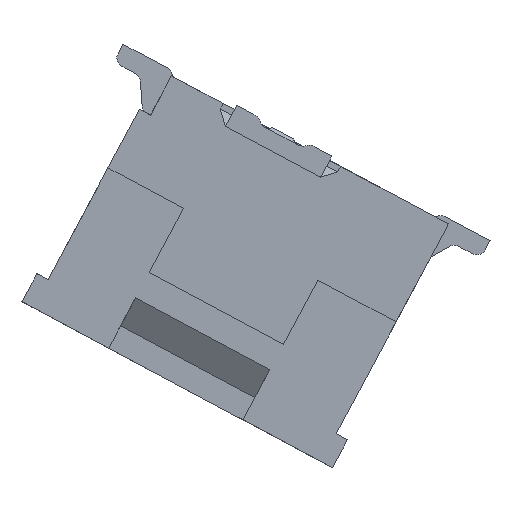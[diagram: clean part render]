
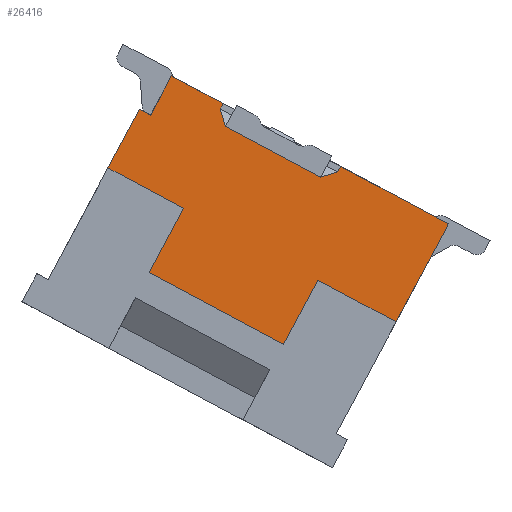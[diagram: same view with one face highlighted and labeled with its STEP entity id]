
A CAD part, front view. The second image highlights one B-rep face of the part: STEP entity #26416.
In plain terms, the highlighted planar face has unit normal (0, -1, 0).
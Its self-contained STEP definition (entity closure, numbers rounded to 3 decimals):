
#593 = VECTOR ( 'NONE', #105264, 1000. ) ;
#1870 = CARTESIAN_POINT ( 'NONE',  ( 3.615, -2.2, -1.593 ) ) ;
#2247 = VECTOR ( 'NONE', #33621, 1000. ) ;
#2899 = CARTESIAN_POINT ( 'NONE',  ( 8.306, -2.2, 0.476 ) ) ;
#3605 = ORIENTED_EDGE ( 'NONE', *, *, #14505, .F. ) ;
#4169 = CARTESIAN_POINT ( 'NONE',  ( 8.546, -2.2, 0.574 ) ) ;
#4818 = CARTESIAN_POINT ( 'NONE',  ( 7.732, -2.2, -2.166 ) ) ;
#5569 = DIRECTION ( 'NONE',  ( -0.882, 0., 0.471 ) ) ;
#5695 = LINE ( 'NONE', #6886, #45340 ) ;
#6671 = CARTESIAN_POINT ( 'NONE',  ( 6.689, -2.2, 1.554 ) ) ;
#6886 = CARTESIAN_POINT ( 'NONE',  ( 8.242, -2.2, -1.109 ) ) ;
#10934 = LINE ( 'NONE', #53916, #85695 ) ;
#12724 = CARTESIAN_POINT ( 'NONE',  ( 8.556, -2.2, 0.577 ) ) ;
#13880 = LINE ( 'NONE', #44540, #52045 ) ;
#13974 = DIRECTION ( 'NONE',  ( -0.471, 0., -0.882 ) ) ;
#14009 = VERTEX_POINT ( 'NONE', #94900 ) ;
#14034 = DIRECTION ( 'NONE',  ( -0.471, 0., -0.882 ) ) ;
#14318 = ORIENTED_EDGE ( 'NONE', *, *, #101780, .F. ) ;
#14505 = EDGE_CURVE ( 'NONE', #97020, #33363, #28284, .T. ) ;
#17536 = EDGE_CURVE ( 'NONE', #67214, #18802, #62887, .T. ) ;
#18782 = FACE_OUTER_BOUND ( 'NONE', #64530, .T. ) ;
#18802 = VERTEX_POINT ( 'NONE', #4169 ) ;
#19083 = EDGE_CURVE ( 'NONE', #26220, #67214, #45132, .T. ) ;
#21122 = ORIENTED_EDGE ( 'NONE', *, *, #105233, .F. ) ;
#21675 = ORIENTED_EDGE ( 'NONE', *, *, #93614, .F. ) ;
#23592 = ORIENTED_EDGE ( 'NONE', *, *, #52659, .F. ) ;
#26220 = VERTEX_POINT ( 'NONE', #90422 ) ;
#26416 = ADVANCED_FACE ( 'NONE', ( #18782 ), #71707, .F. ) ;
#26817 = DIRECTION ( 'NONE',  ( -0.471, 0., -0.882 ) ) ;
#27730 = VECTOR ( 'NONE', #86939, 1000. ) ;
#27792 = VERTEX_POINT ( 'NONE', #73411 ) ;
#28284 = LINE ( 'NONE', #78154, #27730 ) ;
#28712 = DIRECTION ( 'NONE',  ( 0.882, 0., -0.471 ) ) ;
#29849 = CARTESIAN_POINT ( 'NONE',  ( 5.573, -2.2, -1.012 ) ) ;
#30000 = VECTOR ( 'NONE', #13974, 1000. ) ;
#31506 = LINE ( 'NONE', #107346, #72989 ) ;
#31948 = DIRECTION ( 'NONE',  ( 0., 1., 0. ) ) ;
#32082 = ORIENTED_EDGE ( 'NONE', *, *, #19083, .F. ) ;
#32467 = DIRECTION ( 'NONE',  ( -0.882, 0., 0.471 ) ) ;
#33171 = EDGE_CURVE ( 'NONE', #75428, #46868, #60886, .T. ) ;
#33363 = VERTEX_POINT ( 'NONE', #97842 ) ;
#33621 = DIRECTION ( 'NONE',  ( -0.882, 0., 0.471 ) ) ;
#34865 = CARTESIAN_POINT ( 'NONE',  ( 5.838, -2.2, 2.134 ) ) ;
#34968 = VERTEX_POINT ( 'NONE', #82569 ) ;
#39870 = CARTESIAN_POINT ( 'NONE',  ( 5.419, -2.2, 1.565 ) ) ;
#39899 = CARTESIAN_POINT ( 'NONE',  ( 8.593, -2.2, 0.662 ) ) ;
#40576 = CARTESIAN_POINT ( 'NONE',  ( 9.466, -2.2, -1.789 ) ) ;
#41382 = DIRECTION ( 'NONE',  ( 0.957, 0., 0.29 ) ) ;
#42076 = DIRECTION ( 'NONE',  ( -0.471, 0., -0.882 ) ) ;
#42091 = LINE ( 'NONE', #94488, #2247 ) ;
#42489 = VERTEX_POINT ( 'NONE', #29849 ) ;
#44540 = CARTESIAN_POINT ( 'NONE',  ( 5.562, -2.2, -1.032 ) ) ;
#45132 = LINE ( 'NONE', #2899, #47396 ) ;
#45340 = VECTOR ( 'NONE', #42076, 1000. ) ;
#46068 = LINE ( 'NONE', #63424, #84029 ) ;
#46259 = VECTOR ( 'NONE', #5569, 1000. ) ;
#46569 = VERTEX_POINT ( 'NONE', #68153 ) ;
#46868 = VERTEX_POINT ( 'NONE', #59950 ) ;
#47132 = DIRECTION ( 'NONE',  ( 0.882, 0., -0.471 ) ) ;
#47396 = VECTOR ( 'NONE', #28712, 1000. ) ;
#48462 = VERTEX_POINT ( 'NONE', #109287 ) ;
#50648 = ORIENTED_EDGE ( 'NONE', *, *, #67582, .T. ) ;
#50811 = VECTOR ( 'NONE', #113536, 1000. ) ;
#51601 = ORIENTED_EDGE ( 'NONE', *, *, #98984, .F. ) ;
#51753 = ORIENTED_EDGE ( 'NONE', *, *, #111571, .F. ) ;
#52045 = VECTOR ( 'NONE', #63106, 1000. ) ;
#52659 = EDGE_CURVE ( 'NONE', #46868, #46569, #5695, .T. ) ;
#53292 = EDGE_CURVE ( 'NONE', #78826, #26220, #90718, .T. ) ;
#53916 = CARTESIAN_POINT ( 'NONE',  ( 10.331, -2.2, -0.171 ) ) ;
#56692 = EDGE_CURVE ( 'NONE', #76746, #14009, #76882, .T. ) ;
#57027 = EDGE_CURVE ( 'NONE', #34968, #48462, #42091, .T. ) ;
#59719 = CARTESIAN_POINT ( 'NONE',  ( 3.706, -2.2, -1.641 ) ) ;
#59950 = CARTESIAN_POINT ( 'NONE',  ( 8.232, -2.2, -1.129 ) ) ;
#60708 = LINE ( 'NONE', #88057, #100310 ) ;
#60886 = LINE ( 'NONE', #74095, #96193 ) ;
#60974 = ORIENTED_EDGE ( 'NONE', *, *, #33171, .F. ) ;
#61892 = ORIENTED_EDGE ( 'NONE', *, *, #56692, .F. ) ;
#62887 = LINE ( 'NONE', #12724, #101929 ) ;
#63106 = DIRECTION ( 'NONE',  ( 0.471, 0., 0.882 ) ) ;
#63424 = CARTESIAN_POINT ( 'NONE',  ( 5.328, -2.2, 1.613 ) ) ;
#64530 = EDGE_LOOP ( 'NONE', ( #14318, #51601, #50648, #82796, #101201, #51753, #23592, #60974, #21675, #3605, #86471, #89904, #32082, #87421, #21122, #61892 ) ) ;
#67214 = VERTEX_POINT ( 'NONE', #110755 ) ;
#67582 = EDGE_CURVE ( 'NONE', #92066, #48462, #72734, .T. ) ;
#68153 = CARTESIAN_POINT ( 'NONE',  ( 7.689, -2.2, -2.143 ) ) ;
#70027 = LINE ( 'NONE', #6671, #30000 ) ;
#70632 = AXIS2_PLACEMENT_3D ( 'NONE', #1870, #31948, #85316 ) ;
#71707 = PLANE ( 'NONE',  #70632 ) ;
#72567 = EDGE_CURVE ( 'NONE', #18802, #97020, #31506, .T. ) ;
#72687 = CARTESIAN_POINT ( 'NONE',  ( 6.694, -2.2, 1.564 ) ) ;
#72734 = LINE ( 'NONE', #59719, #111255 ) ;
#72989 = VECTOR ( 'NONE', #88858, 1000. ) ;
#73411 = CARTESIAN_POINT ( 'NONE',  ( 5.596, -2.2, 1.47 ) ) ;
#74095 = CARTESIAN_POINT ( 'NONE',  ( 9.491, -2.2, -1.802 ) ) ;
#75428 = VERTEX_POINT ( 'NONE', #40576 ) ;
#76746 = VERTEX_POINT ( 'NONE', #99592 ) ;
#76882 = LINE ( 'NONE', #34865, #593 ) ;
#78154 = CARTESIAN_POINT ( 'NONE',  ( 5.838, -2.2, 2.134 ) ) ;
#78826 = VERTEX_POINT ( 'NONE', #72687 ) ;
#82569 = CARTESIAN_POINT ( 'NONE',  ( 6.115, -2.2, 0.002 ) ) ;
#82796 = ORIENTED_EDGE ( 'NONE', *, *, #57027, .F. ) ;
#84029 = VECTOR ( 'NONE', #47132, 1000. ) ;
#84032 = LINE ( 'NONE', #4818, #46259 ) ;
#85316 = DIRECTION ( 'NONE',  ( 1., 0., 0. ) ) ;
#85695 = VECTOR ( 'NONE', #26817, 1000. ) ;
#86471 = ORIENTED_EDGE ( 'NONE', *, *, #72567, .F. ) ;
#86939 = DIRECTION ( 'NONE',  ( 0.882, 0., -0.471 ) ) ;
#87421 = ORIENTED_EDGE ( 'NONE', *, *, #53292, .F. ) ;
#88057 = CARTESIAN_POINT ( 'NONE',  ( 5.589, -2.2, 1.458 ) ) ;
#88858 = DIRECTION ( 'NONE',  ( 0.471, 0., 0.882 ) ) ;
#89904 = ORIENTED_EDGE ( 'NONE', *, *, #17536, .F. ) ;
#90422 = CARTESIAN_POINT ( 'NONE',  ( 6.776, -2.2, 1.293 ) ) ;
#90718 = LINE ( 'NONE', #105543, #50811 ) ;
#92066 = VERTEX_POINT ( 'NONE', #39870 ) ;
#93614 = EDGE_CURVE ( 'NONE', #33363, #75428, #10934, .T. ) ;
#94488 = CARTESIAN_POINT ( 'NONE',  ( 6.139, -2.2, -0.01 ) ) ;
#94900 = CARTESIAN_POINT ( 'NONE',  ( 6.741, -2.2, 1.652 ) ) ;
#96193 = VECTOR ( 'NONE', #32467, 1000. ) ;
#97020 = VERTEX_POINT ( 'NONE', #39899 ) ;
#97842 = CARTESIAN_POINT ( 'NONE',  ( 10.291, -2.2, -0.246 ) ) ;
#98984 = EDGE_CURVE ( 'NONE', #92066, #27792, #46068, .T. ) ;
#99592 = CARTESIAN_POINT ( 'NONE',  ( 5.926, -2.2, 2.088 ) ) ;
#100310 = VECTOR ( 'NONE', #105806, 1000. ) ;
#101201 = ORIENTED_EDGE ( 'NONE', *, *, #101337, .F. ) ;
#101337 = EDGE_CURVE ( 'NONE', #42489, #34968, #13880, .T. ) ;
#101780 = EDGE_CURVE ( 'NONE', #27792, #76746, #60708, .T. ) ;
#101929 = VECTOR ( 'NONE', #41382, 1000. ) ;
#105233 = EDGE_CURVE ( 'NONE', #14009, #78826, #70027, .T. ) ;
#105264 = DIRECTION ( 'NONE',  ( 0.882, 0., -0.471 ) ) ;
#105543 = CARTESIAN_POINT ( 'NONE',  ( 6.779, -2.2, 1.283 ) ) ;
#105806 = DIRECTION ( 'NONE',  ( 0.471, 0., 0.882 ) ) ;
#107346 = CARTESIAN_POINT ( 'NONE',  ( 8.598, -2.2, 0.671 ) ) ;
#109287 = CARTESIAN_POINT ( 'NONE',  ( 4.924, -2.2, 0.639 ) ) ;
#110755 = CARTESIAN_POINT ( 'NONE',  ( 8.276, -2.2, 0.492 ) ) ;
#111255 = VECTOR ( 'NONE', #14034, 1000. ) ;
#111571 = EDGE_CURVE ( 'NONE', #46569, #42489, #84032, .T. ) ;
#113536 = DIRECTION ( 'NONE',  ( 0.29, 0., -0.957 ) ) ;
